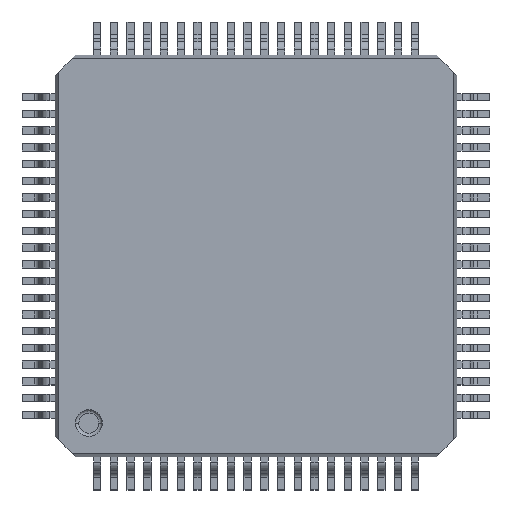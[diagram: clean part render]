
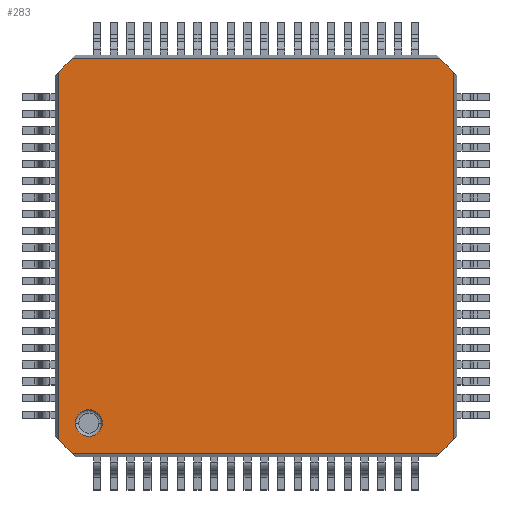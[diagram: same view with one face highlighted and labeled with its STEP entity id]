
A CAD part, top view. The second image highlights one B-rep face of the part: STEP entity #283.
In plain terms, the highlighted planar face has unit normal (0, 0, 1).
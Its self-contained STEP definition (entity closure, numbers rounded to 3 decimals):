
#20 = VECTOR ( 'NONE', #1714, 1000. ) ;
#64 = ORIENTED_EDGE ( 'NONE', *, *, #393, .T. ) ;
#96 = DIRECTION ( 'NONE',  ( 0., 0., -1. ) ) ;
#132 = DIRECTION ( 'NONE',  ( 1., 0., 0. ) ) ;
#145 = ORIENTED_EDGE ( 'NONE', *, *, #692, .F. ) ;
#158 = EDGE_CURVE ( 'NONE', #2275, #1953, #1421, .T. ) ;
#173 = ORIENTED_EDGE ( 'NONE', *, *, #635, .F. ) ;
#176 = DIRECTION ( 'NONE',  ( -1., 0., 0. ) ) ;
#178 = EDGE_CURVE ( 'NONE', #2437, #1649, #1541, .T. ) ;
#180 = CIRCLE ( 'NONE', #1628, 0.4 ) ;
#281 = LINE ( 'NONE', #1298, #2055 ) ;
#283 = ADVANCED_FACE ( 'NONE', ( #1291, #1826 ), #2056, .T. ) ;
#306 = EDGE_CURVE ( 'NONE', #1574, #1313, #1162, .T. ) ;
#393 = EDGE_CURVE ( 'NONE', #411, #579, #180, .T. ) ;
#408 = CIRCLE ( 'NONE', #1881, 0.4 ) ;
#411 = VERTEX_POINT ( 'NONE', #1396 ) ;
#451 = ORIENTED_EDGE ( 'NONE', *, *, #2403, .T. ) ;
#462 = CARTESIAN_POINT ( 'NONE',  ( 5.906, 6., 1. ) ) ;
#480 = ORIENTED_EDGE ( 'NONE', *, *, #1586, .F. ) ;
#486 = CARTESIAN_POINT ( 'NONE',  ( -5.494, 5.906, 1. ) ) ;
#493 = DIRECTION ( 'NONE',  ( 0., 0., 1. ) ) ;
#516 = ORIENTED_EDGE ( 'NONE', *, *, #178, .T. ) ;
#525 = CARTESIAN_POINT ( 'NONE',  ( 5.494, 5.906, 1. ) ) ;
#574 = CARTESIAN_POINT ( 'NONE',  ( -6., -5.906, 1. ) ) ;
#579 = VERTEX_POINT ( 'NONE', #870 ) ;
#635 = EDGE_CURVE ( 'NONE', #2437, #1953, #2465, .T. ) ;
#692 = EDGE_CURVE ( 'NONE', #2275, #1737, #1326, .T. ) ;
#735 = VECTOR ( 'NONE', #1450, 1000. ) ;
#785 = DIRECTION ( 'NONE',  ( 1., 0., 0. ) ) ;
#809 = DIRECTION ( 'NONE',  ( 0., 0., -1. ) ) ;
#815 = EDGE_CURVE ( 'NONE', #1574, #1737, #2328, .T. ) ;
#828 = CARTESIAN_POINT ( 'NONE',  ( 5.906, 5.494, 1. ) ) ;
#859 = EDGE_LOOP ( 'NONE', ( #64, #1186 ) ) ;
#870 = CARTESIAN_POINT ( 'NONE',  ( -5.4, -5., 1. ) ) ;
#975 = VECTOR ( 'NONE', #1213, 1000. ) ;
#1006 = CARTESIAN_POINT ( 'NONE',  ( -5.906, 6., 1. ) ) ;
#1031 = DIRECTION ( 'NONE',  ( 0.707, -0.707, 0. ) ) ;
#1036 = CARTESIAN_POINT ( 'NONE',  ( 5.906, -5.494, 1. ) ) ;
#1063 = ORIENTED_EDGE ( 'NONE', *, *, #815, .T. ) ;
#1162 = LINE ( 'NONE', #1006, #975 ) ;
#1186 = ORIENTED_EDGE ( 'NONE', *, *, #1458, .T. ) ;
#1213 = DIRECTION ( 'NONE',  ( 0., 1., 0. ) ) ;
#1266 = CARTESIAN_POINT ( 'NONE',  ( -5., -5., 1. ) ) ;
#1291 = FACE_OUTER_BOUND ( 'NONE', #1945, .T. ) ;
#1298 = CARTESIAN_POINT ( 'NONE',  ( -6., 5.906, 1. ) ) ;
#1313 = VERTEX_POINT ( 'NONE', #1344 ) ;
#1326 = LINE ( 'NONE', #574, #1797 ) ;
#1344 = CARTESIAN_POINT ( 'NONE',  ( -5.906, 5.494, 1. ) ) ;
#1396 = CARTESIAN_POINT ( 'NONE',  ( -4.6, -5., 1. ) ) ;
#1421 = LINE ( 'NONE', #2195, #20 ) ;
#1436 = AXIS2_PLACEMENT_3D ( 'NONE', #1677, #493, #1880 ) ;
#1450 = DIRECTION ( 'NONE',  ( -0.707, -0.707, 0. ) ) ;
#1458 = EDGE_CURVE ( 'NONE', #579, #411, #408, .T. ) ;
#1461 = DIRECTION ( 'NONE',  ( 1., 0., 0. ) ) ;
#1541 = LINE ( 'NONE', #828, #1769 ) ;
#1547 = VERTEX_POINT ( 'NONE', #486 ) ;
#1558 = ORIENTED_EDGE ( 'NONE', *, *, #306, .F. ) ;
#1574 = VERTEX_POINT ( 'NONE', #2294 ) ;
#1586 = EDGE_CURVE ( 'NONE', #1547, #1649, #281, .T. ) ;
#1628 = AXIS2_PLACEMENT_3D ( 'NONE', #2197, #809, #785 ) ;
#1649 = VERTEX_POINT ( 'NONE', #525 ) ;
#1657 = CARTESIAN_POINT ( 'NONE',  ( -5.494, -5.906, 1. ) ) ;
#1674 = DIRECTION ( 'NONE',  ( 0., -1., 0. ) ) ;
#1677 = CARTESIAN_POINT ( 'NONE',  ( 0., -26.284, 1. ) ) ;
#1714 = DIRECTION ( 'NONE',  ( 0.707, 0.707, 0. ) ) ;
#1737 = VERTEX_POINT ( 'NONE', #1657 ) ;
#1769 = VECTOR ( 'NONE', #1907, 1000. ) ;
#1797 = VECTOR ( 'NONE', #176, 1000. ) ;
#1826 = FACE_BOUND ( 'NONE', #859, .T. ) ;
#1865 = ORIENTED_EDGE ( 'NONE', *, *, #158, .T. ) ;
#1880 = DIRECTION ( 'NONE',  ( 1., 0., 0. ) ) ;
#1881 = AXIS2_PLACEMENT_3D ( 'NONE', #1266, #96, #1461 ) ;
#1887 = CARTESIAN_POINT ( 'NONE',  ( 5.494, -5.906, 1. ) ) ;
#1907 = DIRECTION ( 'NONE',  ( -0.707, 0.707, 0. ) ) ;
#1945 = EDGE_LOOP ( 'NONE', ( #1063, #145, #1865, #173, #516, #480, #451, #1558 ) ) ;
#1953 = VERTEX_POINT ( 'NONE', #1036 ) ;
#1955 = CARTESIAN_POINT ( 'NONE',  ( -5.906, -5.494, 1. ) ) ;
#1975 = VECTOR ( 'NONE', #1031, 1000. ) ;
#2041 = CARTESIAN_POINT ( 'NONE',  ( -5.494, 5.906, 1. ) ) ;
#2055 = VECTOR ( 'NONE', #132, 1000. ) ;
#2056 = PLANE ( 'NONE',  #1436 ) ;
#2064 = LINE ( 'NONE', #2041, #735 ) ;
#2195 = CARTESIAN_POINT ( 'NONE',  ( 5.494, -5.906, 1. ) ) ;
#2197 = CARTESIAN_POINT ( 'NONE',  ( -5., -5., 1. ) ) ;
#2275 = VERTEX_POINT ( 'NONE', #1887 ) ;
#2294 = CARTESIAN_POINT ( 'NONE',  ( -5.906, -5.494, 1. ) ) ;
#2328 = LINE ( 'NONE', #1955, #1975 ) ;
#2397 = VECTOR ( 'NONE', #1674, 1000. ) ;
#2403 = EDGE_CURVE ( 'NONE', #1547, #1313, #2064, .T. ) ;
#2437 = VERTEX_POINT ( 'NONE', #2453 ) ;
#2453 = CARTESIAN_POINT ( 'NONE',  ( 5.906, 5.494, 1. ) ) ;
#2465 = LINE ( 'NONE', #462, #2397 ) ;
